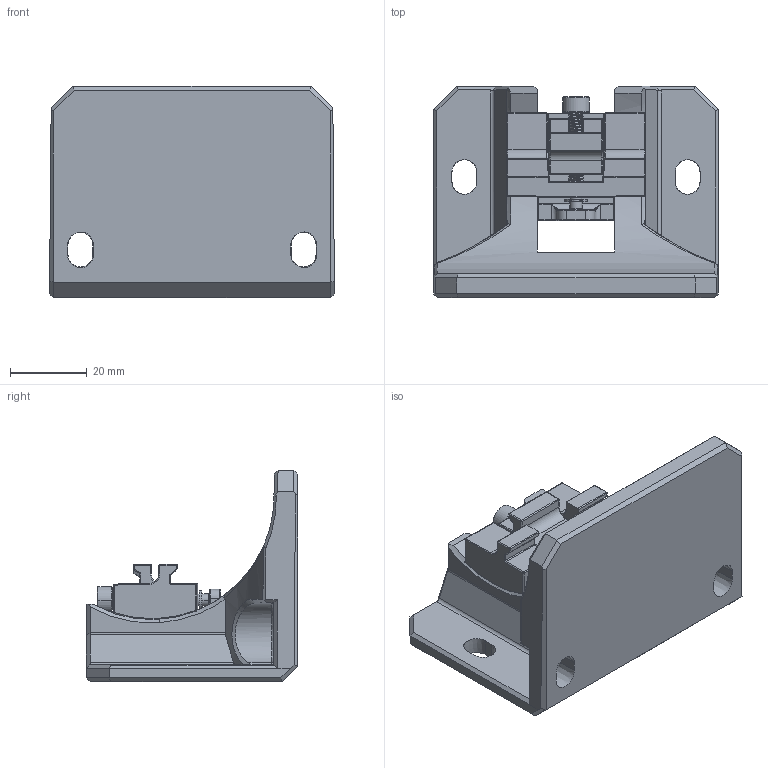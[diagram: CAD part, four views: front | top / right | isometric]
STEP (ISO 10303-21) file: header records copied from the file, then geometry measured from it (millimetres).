
FILE_DESCRIPTION((''),'2;1');
FILE_NAME('181247_ASM','2015-08-18T',('pdmadmin'),(''),'PRO/ENGINEER BY PARAMETRIC TECHNOLOGY CORPORATION, 2013230','PRO/ENGINEER BY PARAMETRIC TECHNOLOGY CORPORATION, 2013230','');
FILE_SCHEMA(('CONFIG_CONTROL_DESIGN'));
Length unit declared in the file: millimetre
Products named in the file (8): 179340; 179342; 179341; 171245; 171246; 171577; 172440; 181247_ASM
Assembly tree (9 placements, depth 2):
  181247_ASM
    179340
    179342
    179341
    171245
    171246
    171577  x2
    172440  x2
Bounding box: 74 x 55 x 55 mm (x, y, z)
Volume: 63716.3 mm3; surface area: 28125.8 mm2
Topology: 9 solids, 11 shells, 1092 faces, 2642 edges, 1573 vertices
Faces by surface type: cylinder 452, plane 288, bspline 178, sphere 92, cone 43, torus 34, extrusion 5
Entity records: 41871 total; most frequent: CARTESIAN_POINT 20909, ORIENTED_EDGE 4600, DIRECTION 3912, EDGE_CURVE 2304, AXIS2_PLACEMENT_3D 1405, VERTEX_POINT 1356, VECTOR 1102, LINE 1097
